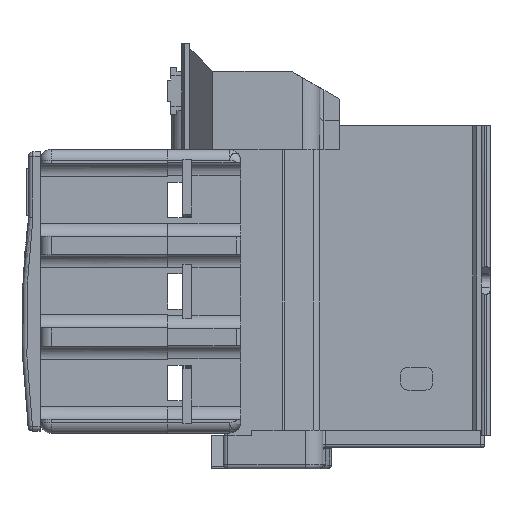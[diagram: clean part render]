
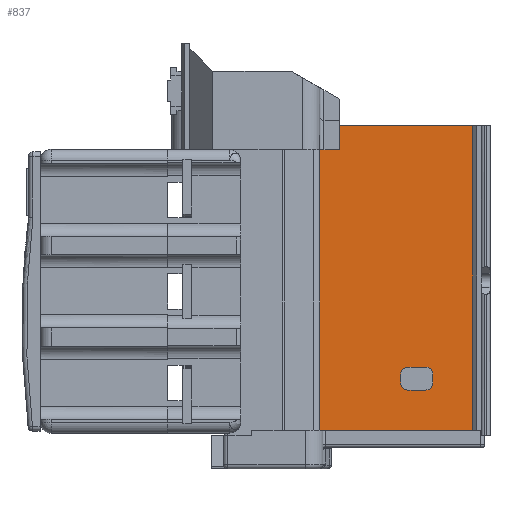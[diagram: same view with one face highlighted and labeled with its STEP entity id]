
A CAD part, left-side view. The second image highlights one B-rep face of the part: STEP entity #837.
In plain terms, the highlighted planar face has unit normal (-1, 0, 0).
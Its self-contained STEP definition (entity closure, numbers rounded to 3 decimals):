
#837=ADVANCED_FACE('',(#2576,#2577),#2578,.T.);
#2576=FACE_OUTER_BOUND('',#5030,.T.);
#2577=FACE_BOUND('',#5031,.T.);
#2578=PLANE('',#5032);
#5030=EDGE_LOOP('',(#12200,#12201,#12202,#12203,#12204,#12205));
#5031=EDGE_LOOP('',(#12206,#12207,#12208,#12209,#12210,#12211,#12212,#12213));
#5032=AXIS2_PLACEMENT_3D('',#12214,#12215,#12216);
#12200=ORIENTED_EDGE('',*,*,#15077,.F.);
#12201=ORIENTED_EDGE('',*,*,#12869,.T.);
#12202=ORIENTED_EDGE('',*,*,#12894,.F.);
#12203=ORIENTED_EDGE('',*,*,#13478,.T.);
#12204=ORIENTED_EDGE('',*,*,#15078,.T.);
#12205=ORIENTED_EDGE('',*,*,#13085,.F.);
#12206=ORIENTED_EDGE('',*,*,#15079,.F.);
#12207=ORIENTED_EDGE('',*,*,#15080,.T.);
#12208=ORIENTED_EDGE('',*,*,#15081,.F.);
#12209=ORIENTED_EDGE('',*,*,#15082,.T.);
#12210=ORIENTED_EDGE('',*,*,#15083,.F.);
#12211=ORIENTED_EDGE('',*,*,#15072,.T.);
#12212=ORIENTED_EDGE('',*,*,#15076,.F.);
#12213=ORIENTED_EDGE('',*,*,#15084,.T.);
#12214=CARTESIAN_POINT('',(-45.25,-42.106,-71.0));
#12215=DIRECTION('',(-1.0,0.0,0.0));
#12216=DIRECTION('',(0.0,-1.0,0.0));
#12869=EDGE_CURVE('',#15403,#15401,#15404,.T.);
#12894=EDGE_CURVE('',#15449,#15401,#15451,.T.);
#13085=EDGE_CURVE('',#15778,#15780,#15781,.T.);
#13478=EDGE_CURVE('',#15449,#16478,#16480,.T.);
#15072=EDGE_CURVE('',#19036,#19037,#19038,.T.);
#15076=EDGE_CURVE('',#19041,#19037,#19043,.T.);
#15077=EDGE_CURVE('',#15403,#15778,#19044,.T.);
#15078=EDGE_CURVE('',#16478,#15780,#19045,.T.);
#15079=EDGE_CURVE('',#19046,#19047,#19048,.T.);
#15080=EDGE_CURVE('',#19046,#19049,#19050,.T.);
#15081=EDGE_CURVE('',#19051,#19049,#19052,.T.);
#15082=EDGE_CURVE('',#19051,#19053,#19054,.T.);
#15083=EDGE_CURVE('',#19036,#19053,#19055,.T.);
#15084=EDGE_CURVE('',#19041,#19047,#19056,.T.);
#15401=VERTEX_POINT('',#19492);
#15403=VERTEX_POINT('',#19495);
#15404=LINE('',#19496,#19497);
#15449=VERTEX_POINT('',#19561);
#15451=LINE('',#19564,#19565);
#15778=VERTEX_POINT('',#20015);
#15780=VERTEX_POINT('',#20018);
#15781=LINE('',#20019,#20020);
#16478=VERTEX_POINT('',#21116);
#16480=LINE('',#21118,#21119);
#19036=VERTEX_POINT('',#25203);
#19037=VERTEX_POINT('',#25204);
#19038=LINE('',#25205,#25206);
#19041=VERTEX_POINT('',#25211);
#19043=CIRCLE('',#25214,3.25);
#19044=LINE('',#25215,#25216);
#19045=LINE('',#25217,#25218);
#19046=VERTEX_POINT('',#25219);
#19047=VERTEX_POINT('',#25220);
#19048=CIRCLE('',#25221,3.25);
#19049=VERTEX_POINT('',#25222);
#19050=LINE('',#25223,#25224);
#19051=VERTEX_POINT('',#25225);
#19052=CIRCLE('',#25226,3.25);
#19053=VERTEX_POINT('',#25227);
#19054=LINE('',#25228,#25229);
#19055=CIRCLE('',#25230,3.25);
#19056=LINE('',#25231,#25232);
#19492=CARTESIAN_POINT('',(-45.25,-52.8,71.0));
#19495=CARTESIAN_POINT('',(-45.25,-114.0,71.0));
#19496=CARTESIAN_POINT('',(-45.25,-114.0,71.0));
#19497=VECTOR('',#25617,61.2);
#19561=CARTESIAN_POINT('',(-45.25,-52.8,60.0));
#19564=CARTESIAN_POINT('',(-45.25,-52.8,60.0));
#19565=VECTOR('',#25650,11.0);
#20015=CARTESIAN_POINT('',(-45.25,-114.0,-68.7));
#20018=CARTESIAN_POINT('',(-45.25,-43.763,-68.7));
#20019=CARTESIAN_POINT('',(-45.25,-114.0,-68.7));
#20020=VECTOR('',#25973,70.237);
#21116=CARTESIAN_POINT('',(-45.25,-43.763,60.0));
#21118=CARTESIAN_POINT('',(-45.25,-52.8,60.0));
#21119=VECTOR('',#26589,9.037);
#25203=CARTESIAN_POINT('',(-45.25,-95.75,-43.0));
#25204=CARTESIAN_POINT('',(-45.25,-95.75,-47.05));
#25205=CARTESIAN_POINT('',(-45.25,-95.75,-43.0));
#25206=VECTOR('',#28916,4.05);
#25211=CARTESIAN_POINT('',(-45.25,-92.5,-50.3));
#25214=AXIS2_PLACEMENT_3D('',#28920,#28921,#28922);
#25215=CARTESIAN_POINT('',(-45.25,-114.0,71.0));
#25216=VECTOR('',#28923,139.7);
#25217=CARTESIAN_POINT('',(-45.25,-43.763,60.0));
#25218=VECTOR('',#28924,128.7);
#25219=CARTESIAN_POINT('',(-45.25,-81.05,-47.05));
#25220=CARTESIAN_POINT('',(-45.25,-84.3,-50.3));
#25221=AXIS2_PLACEMENT_3D('',#28925,#28926,#28927);
#25222=CARTESIAN_POINT('',(-45.25,-81.05,-43.0));
#25223=CARTESIAN_POINT('',(-45.25,-81.05,-47.05));
#25224=VECTOR('',#28928,4.05);
#25225=CARTESIAN_POINT('',(-45.25,-84.3,-39.75));
#25226=AXIS2_PLACEMENT_3D('',#28929,#28930,#28931);
#25227=CARTESIAN_POINT('',(-45.25,-92.5,-39.75));
#25228=CARTESIAN_POINT('',(-45.25,-84.3,-39.75));
#25229=VECTOR('',#28932,8.2);
#25230=AXIS2_PLACEMENT_3D('',#28933,#28934,#28935);
#25231=CARTESIAN_POINT('',(-45.25,-92.5,-50.3));
#25232=VECTOR('',#28936,8.2);
#25617=DIRECTION('',(0.0,1.0,0.));
#25650=DIRECTION('',(0.0,0.0,1.0));
#25973=DIRECTION('',(0.0,1.0,0.0));
#26589=DIRECTION('',(0.0,1.0,0.));
#28916=DIRECTION('',(0.0,0.0,-1.0));
#28920=CARTESIAN_POINT('',(-45.25,-92.5,-47.05));
#28921=DIRECTION('',(-1.0,0.0,0.0));
#28922=DIRECTION('',(0.0,0.0,-1.0));
#28923=DIRECTION('',(0.0,0.0,-1.0));
#28924=DIRECTION('',(0.0,0.0,-1.0));
#28925=CARTESIAN_POINT('',(-45.25,-84.3,-47.05));
#28926=DIRECTION('',(-1.0,0.0,0.0));
#28927=DIRECTION('',(0.0,1.0,0.0));
#28928=DIRECTION('',(0.0,0.0,1.0));
#28929=CARTESIAN_POINT('',(-45.25,-84.3,-43.0));
#28930=DIRECTION('',(-1.0,0.0,0.0));
#28931=DIRECTION('',(0.0,0.0,1.0));
#28932=DIRECTION('',(0.0,-1.0,0.0));
#28933=CARTESIAN_POINT('',(-45.25,-92.5,-43.0));
#28934=DIRECTION('',(-1.0,0.0,0.0));
#28935=DIRECTION('',(0.0,-1.0,0.0));
#28936=DIRECTION('',(0.0,1.0,0.0));
